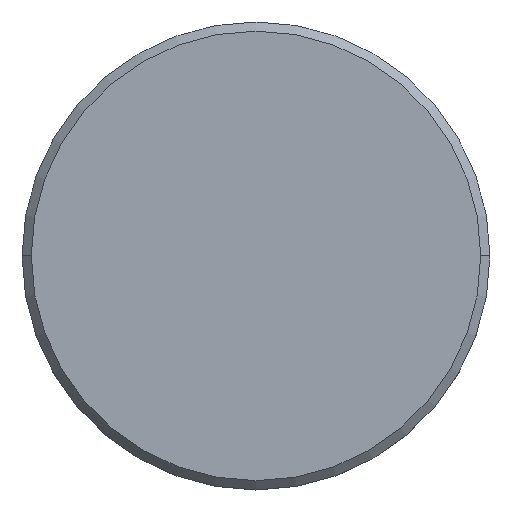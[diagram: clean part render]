
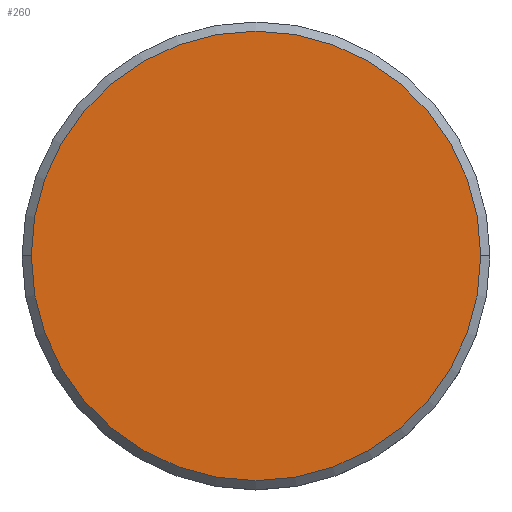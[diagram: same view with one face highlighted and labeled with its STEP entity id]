
A CAD part, top view. The second image highlights one B-rep face of the part: STEP entity #260.
In plain terms, the highlighted planar face has unit normal (0, 0, 1).
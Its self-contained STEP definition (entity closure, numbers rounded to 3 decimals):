
#5 = CARTESIAN_POINT ( 'NONE',  ( -6.1, 0., 0. ) ) ;
#10 = DIRECTION ( 'NONE',  ( 0., 0., 1. ) ) ;
#14 = DIRECTION ( 'NONE',  ( -1., 0., 0. ) ) ;
#17 = CIRCLE ( 'NONE', #129, 6.1 ) ;
#29 = CARTESIAN_POINT ( 'NONE',  ( 0., 0., 0. ) ) ;
#35 = PLANE ( 'NONE',  #271 ) ;
#40 = AXIS2_PLACEMENT_3D ( 'NONE', #29, #10, #53 ) ;
#42 = FACE_OUTER_BOUND ( 'NONE', #199, .T. ) ;
#53 = DIRECTION ( 'NONE',  ( -1., 0., 0. ) ) ;
#62 = ORIENTED_EDGE ( 'NONE', *, *, #231, .T. ) ;
#98 = CARTESIAN_POINT ( 'NONE',  ( 0., 0., 0. ) ) ;
#125 = CARTESIAN_POINT ( 'NONE',  ( 0., 0., 0. ) ) ;
#129 = AXIS2_PLACEMENT_3D ( 'NONE', #98, #233, #249 ) ;
#139 = CARTESIAN_POINT ( 'NONE',  ( 6.1, 0., 0. ) ) ;
#156 = VERTEX_POINT ( 'NONE', #5 ) ;
#176 = EDGE_CURVE ( 'NONE', #250, #156, #17, .T. ) ;
#183 = DIRECTION ( 'NONE',  ( 0., 0., -1. ) ) ;
#186 = ORIENTED_EDGE ( 'NONE', *, *, #176, .T. ) ;
#199 = EDGE_LOOP ( 'NONE', ( #62, #186 ) ) ;
#231 = EDGE_CURVE ( 'NONE', #156, #250, #268, .T. ) ;
#233 = DIRECTION ( 'NONE',  ( 0., 0., 1. ) ) ;
#249 = DIRECTION ( 'NONE',  ( -1., 0., 0. ) ) ;
#250 = VERTEX_POINT ( 'NONE', #139 ) ;
#260 = ADVANCED_FACE ( 'NONE', ( #42 ), #35, .F. ) ;
#268 = CIRCLE ( 'NONE', #40, 6.1 ) ;
#271 = AXIS2_PLACEMENT_3D ( 'NONE', #125, #183, #14 ) ;
